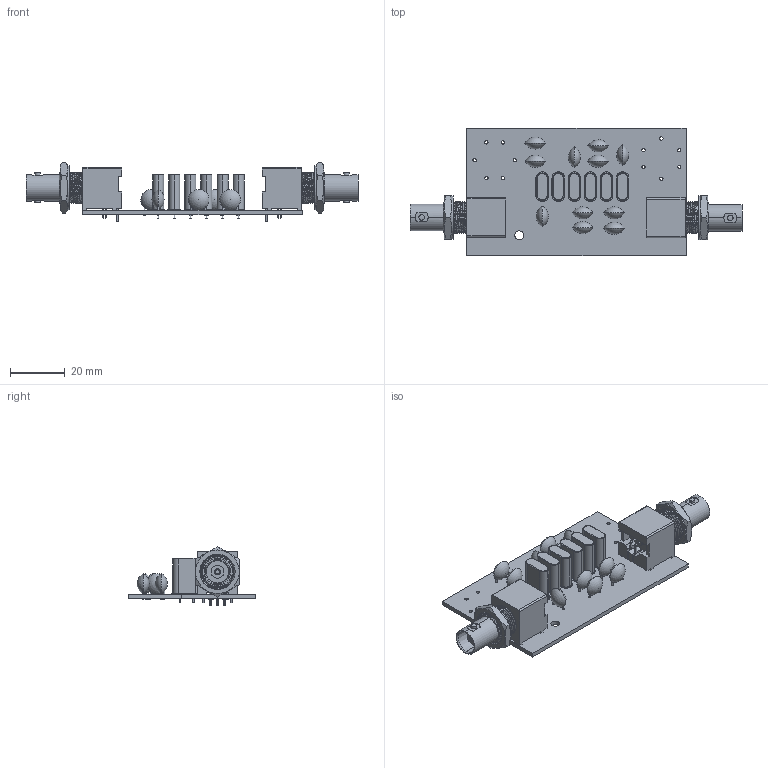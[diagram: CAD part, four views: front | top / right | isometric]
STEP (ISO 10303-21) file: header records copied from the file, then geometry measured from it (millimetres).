
FILE_DESCRIPTION(('KiCad electronic assembly'),'2;1');
FILE_NAME('SSB6.step','2021-08-31T16:24:42',('An Author'),('A Company'), 'Open CASCADE STEP processor 6.9','KiCad to STEP converter','Unknown' );
FILE_SCHEMA(('AUTOMOTIVE_DESIGN { 1 0 10303 214 1 1 1 1 }'));
Length unit declared in the file: millimetre
Products named in the file (8): Open CASCADE STEP translator 6.9 1; 31-5431-10RFX; COMPOUND; C_Disc_D7.5mm_W4.4mm_P5.00mm; SOLID; Crystal_HC49-U_Vertical
Assembly tree (23 placements, depth 3):
  Open CASCADE STEP translator 6.9 1
    31-5431-10RFX  x2
      COMPOUND
    C_Disc_D7.5mm_W4.4mm_P5.00mm  x11
      SOLID
    Crystal_HC49-U_Vertical  x6
      SOLID
    COMPOUND
Bounding box: 120.75 x 46.5 x 21.37 mm (x, y, z)
Volume: 9940.3 mm3; surface area: 19078.5 mm2
Topology: 18 solids, 52 shells, 795 faces, 2374 edges, 1647 vertices
Faces by surface type: plane 370, cylinder 275, cone 54, bspline 42, torus 32, sphere 22
Full cylindrical faces by diameter (mm): 0.5 x34, 0.8 x34, 0.889 x4, 1.2 x12, 2.009 x4, 3.175 x1
Entity records: 51628 total; most frequent: CARTESIAN_POINT 32176, DIRECTION 3325, LINE 1943, VECTOR 1943, ORIENTED_EDGE 1882, PCURVE 1882, DEFINITIONAL_REPRESENTATION 1882, EDGE_CURVE 1080
